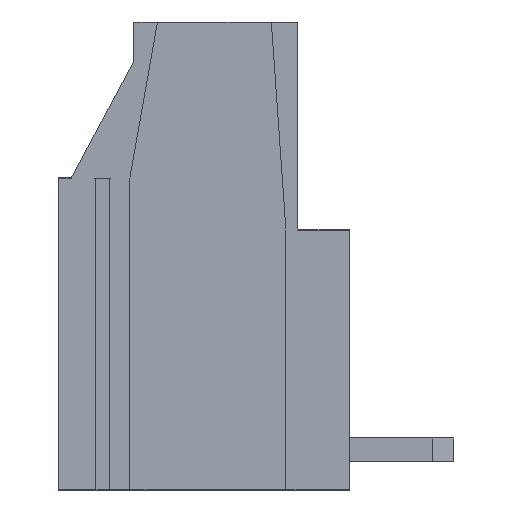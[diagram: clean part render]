
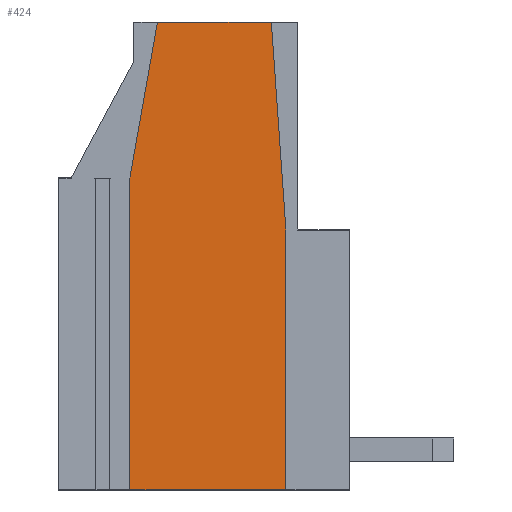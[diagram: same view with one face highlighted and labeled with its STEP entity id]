
A CAD part, front view. The second image highlights one B-rep face of the part: STEP entity #424.
In plain terms, the highlighted planar face has unit normal (0, -1, 0).
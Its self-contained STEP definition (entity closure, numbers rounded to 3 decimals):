
#424 = ADVANCED_FACE( '', ( #916 ), #917, .F. );
#916 = FACE_OUTER_BOUND( '', #1493, .T. );
#917 = PLANE( '', #1494 );
#1493 = EDGE_LOOP( '', ( #2567, #2568, #2569, #2570, #2571, #2572 ) );
#1494 = AXIS2_PLACEMENT_3D( '', #2573, #2574, #2575 );
#2567 = ORIENTED_EDGE( '', *, *, #3780, .T. );
#2568 = ORIENTED_EDGE( '', *, *, #4035, .F. );
#2569 = ORIENTED_EDGE( '', *, *, #4036, .F. );
#2570 = ORIENTED_EDGE( '', *, *, #4037, .T. );
#2571 = ORIENTED_EDGE( '', *, *, #4038, .T. );
#2572 = ORIENTED_EDGE( '', *, *, #4039, .T. );
#2573 = CARTESIAN_POINT( '', ( 3.808, -3.06, -6.2 ) );
#2574 = DIRECTION( '', ( 0., 1., 0. ) );
#2575 = DIRECTION( '', ( 0., 0., 1. ) );
#3780 = EDGE_CURVE( '', #4625, #4623, #4626, .T. );
#4035 = EDGE_CURVE( '', #5020, #4623, #5021, .T. );
#4036 = EDGE_CURVE( '', #5022, #5020, #5023, .T. );
#4037 = EDGE_CURVE( '', #5022, #5024, #5025, .T. );
#4038 = EDGE_CURVE( '', #5024, #5026, #5027, .T. );
#4039 = EDGE_CURVE( '', #5026, #4625, #5028, .T. );
#4623 = VERTEX_POINT( '', #5824 );
#4625 = VERTEX_POINT( '', #5827 );
#4626 = LINE( '', #5828, #5829 );
#5020 = VERTEX_POINT( '', #6408 );
#5021 = LINE( '', #6409, #6410 );
#5022 = VERTEX_POINT( '', #6411 );
#5023 = LINE( '', #6412, #6413 );
#5024 = VERTEX_POINT( '', #6414 );
#5025 = LINE( '', #6415, #6416 );
#5026 = VERTEX_POINT( '', #6417 );
#5027 = LINE( '', #6418, #6419 );
#5028 = LINE( '', #6420, #6421 );
#5824 = CARTESIAN_POINT( '', ( 3.808, -3.06, 18. ) );
#5827 = CARTESIAN_POINT( '', ( 8.191, -3.06, 18. ) );
#5828 = CARTESIAN_POINT( '', ( 5.35, -3.06, 18. ) );
#5829 = VECTOR( '', #7096, 1000. );
#6408 = CARTESIAN_POINT( '', ( 2.75, -3.06, 12. ) );
#6409 = CARTESIAN_POINT( '', ( 2.75, -3.06, 12. ) );
#6410 = VECTOR( '', #7321, 1000. );
#6411 = CARTESIAN_POINT( '', ( 2.75, -3.06, 0. ) );
#6412 = CARTESIAN_POINT( '', ( 2.75, -3.06, 0. ) );
#6413 = VECTOR( '', #7322, 1000. );
#6414 = CARTESIAN_POINT( '', ( 8.75, -3.06, 0. ) );
#6415 = CARTESIAN_POINT( '', ( 5.35, -3.06, 0. ) );
#6416 = VECTOR( '', #7323, 1000. );
#6417 = CARTESIAN_POINT( '', ( 8.75, -3.06, 10. ) );
#6418 = CARTESIAN_POINT( '', ( 8.75, -3.06, 0. ) );
#6419 = VECTOR( '', #7324, 1000. );
#6420 = CARTESIAN_POINT( '', ( 8.75, -3.06, 10. ) );
#6421 = VECTOR( '', #7325, 1000. );
#7096 = DIRECTION( '', ( -1., 0., 0. ) );
#7321 = DIRECTION( '', ( 0.174, 0., 0.985 ) );
#7322 = DIRECTION( '', ( 0., 0., 1. ) );
#7323 = DIRECTION( '', ( 1., 0., 0. ) );
#7324 = DIRECTION( '', ( 0., 0., 1. ) );
#7325 = DIRECTION( '', ( -0.07, 0., 0.998 ) );
